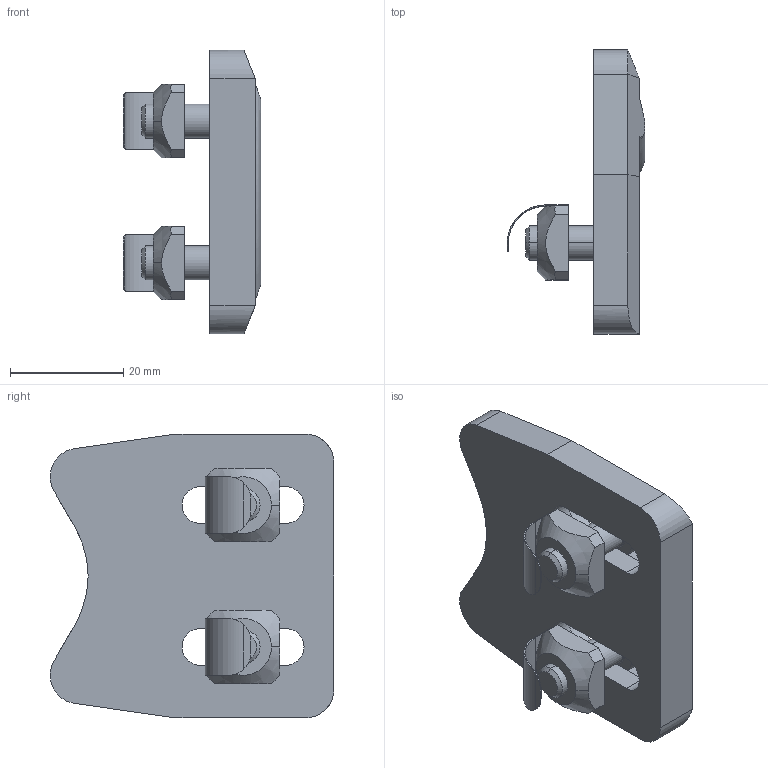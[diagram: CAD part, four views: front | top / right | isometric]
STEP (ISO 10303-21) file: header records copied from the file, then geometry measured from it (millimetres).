
FILE_DESCRIPTION(('STEP AP214'),'1');
FILE_NAME('cctmp_A55681EA-37C6-4428-88B5-78BB6BA11709_2020_8_17_21_14_11_58..stp','2020-08-17T19:14:11',('MiniTec Maschinenbau GmbH & Co.KG'),('CADClick - www.CADClick.com'),'Spatial InterOp 3D',' ','unknown authorization');
FILE_SCHEMA(('AUTOMOTIVE_DESIGN'));
Length unit declared in the file: millimetre
Products named in the file (6): 21.1767/0
Assembly tree (5 placements, depth 2):
  (unnamed)
    21.1767/0
    21.1767/0
    21.1767/0
    21.1767/0
    21.1767/0
Bounding box: 24.3 x 50 x 50 mm (x, y, z)
Volume: 17340.4 mm3; surface area: 9143.6 mm2
Topology: 5 solids, 7 shells, 150 faces, 370 edges, 234 vertices
Faces by surface type: plane 81, cylinder 33, cone 19, torus 17
Entity records: 6880 total; most frequent: CARTESIAN_POINT 1941, DIRECTION 767, ORIENTED_EDGE 736, EDGE_CURVE 368, AXIS2_PLACEMENT_3D 278, VERTEX_POINT 234, LINE 211, VECTOR 211
